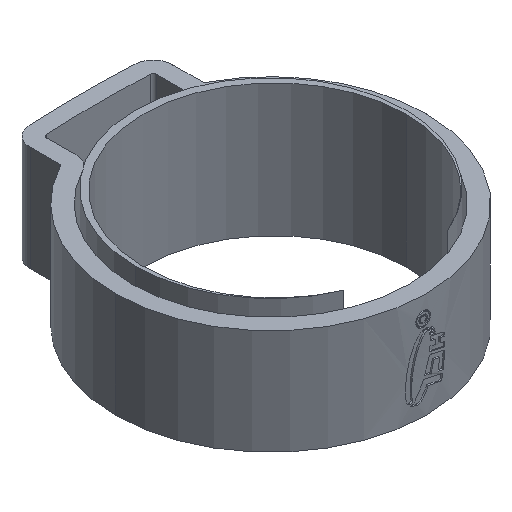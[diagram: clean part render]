
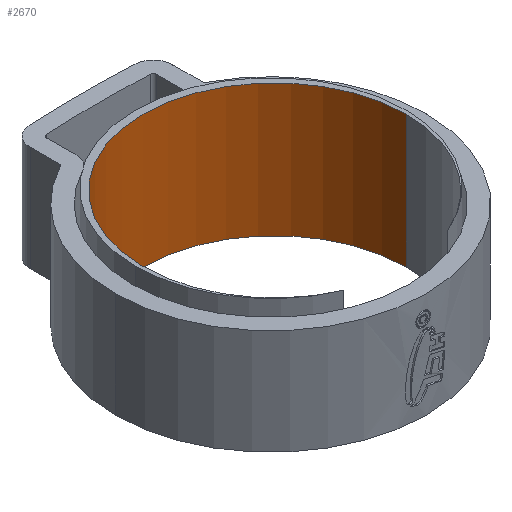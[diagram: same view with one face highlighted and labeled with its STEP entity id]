
A CAD part, isometric view. The second image highlights one B-rep face of the part: STEP entity #2670.
In plain terms, the highlighted cylindrical face has radius 8.76 mm (diameter 17.52 mm), a partial arc.
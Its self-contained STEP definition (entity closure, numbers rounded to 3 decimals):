
#226 = VERTEX_POINT ( 'NONE', #1771 ) ;
#705 = DIRECTION ( 'NONE',  ( 0., 0., -1. ) ) ;
#1344 = ORIENTED_EDGE ( 'NONE', *, *, #1382, .F. ) ;
#1382 = EDGE_CURVE ( 'NONE', #4926, #2535, #2784, .T. ) ;
#1423 = EDGE_CURVE ( 'NONE', #5259, #4926, #1974, .T. ) ;
#1440 = DIRECTION ( 'NONE',  ( -1., 0., 0. ) ) ;
#1495 = DIRECTION ( 'NONE',  ( 0., 0., -1. ) ) ;
#1771 = CARTESIAN_POINT ( 'NONE',  ( -8.76, -0.26, -4.4 ) ) ;
#1783 = CIRCLE ( 'NONE', #1957, 8.76 ) ;
#1864 = FACE_OUTER_BOUND ( 'NONE', #4410, .T. ) ;
#1957 = AXIS2_PLACEMENT_3D ( 'NONE', #2642, #4328, #4664 ) ;
#1974 = CIRCLE ( 'NONE', #5222, 8.76 ) ;
#2023 = CARTESIAN_POINT ( 'NONE',  ( 0., -0.26, 4.4 ) ) ;
#2064 = DIRECTION ( 'NONE',  ( 0., 0., -1. ) ) ;
#2123 = EDGE_CURVE ( 'NONE', #5259, #226, #4168, .T. ) ;
#2315 = VECTOR ( 'NONE', #1495, 1000. ) ;
#2468 = CARTESIAN_POINT ( 'NONE',  ( 8.76, -0.26, -4.4 ) ) ;
#2470 = CARTESIAN_POINT ( 'NONE',  ( -8.76, -0.26, 4.4 ) ) ;
#2535 = VERTEX_POINT ( 'NONE', #2468 ) ;
#2642 = CARTESIAN_POINT ( 'NONE',  ( 0., -0.26, -4.4 ) ) ;
#2670 = ADVANCED_FACE ( 'NONE', ( #1864 ), #4796, .F. ) ;
#2702 = CARTESIAN_POINT ( 'NONE',  ( -8.76, -0.26, 4.4 ) ) ;
#2727 = DIRECTION ( 'NONE',  ( 1., 0., 0. ) ) ;
#2784 = LINE ( 'NONE', #3217, #2315 ) ;
#3001 = VECTOR ( 'NONE', #2064, 1000. ) ;
#3217 = CARTESIAN_POINT ( 'NONE',  ( 8.76, -0.26, 4.4 ) ) ;
#3296 = ORIENTED_EDGE ( 'NONE', *, *, #2123, .T. ) ;
#3320 = EDGE_CURVE ( 'NONE', #226, #2535, #1783, .T. ) ;
#3521 = CARTESIAN_POINT ( 'NONE',  ( 0., -0.26, 4.4 ) ) ;
#3812 = CARTESIAN_POINT ( 'NONE',  ( 8.76, -0.26, 4.4 ) ) ;
#3890 = ORIENTED_EDGE ( 'NONE', *, *, #1423, .F. ) ;
#3943 = AXIS2_PLACEMENT_3D ( 'NONE', #3521, #5319, #1440 ) ;
#3977 = ORIENTED_EDGE ( 'NONE', *, *, #3320, .T. ) ;
#4168 = LINE ( 'NONE', #2470, #3001 ) ;
#4328 = DIRECTION ( 'NONE',  ( 0., 0., -1. ) ) ;
#4410 = EDGE_LOOP ( 'NONE', ( #1344, #3890, #3296, #3977 ) ) ;
#4664 = DIRECTION ( 'NONE',  ( 1., 0., 0. ) ) ;
#4796 = CYLINDRICAL_SURFACE ( 'NONE', #3943, 8.76 ) ;
#4926 = VERTEX_POINT ( 'NONE', #3812 ) ;
#5222 = AXIS2_PLACEMENT_3D ( 'NONE', #2023, #705, #2727 ) ;
#5259 = VERTEX_POINT ( 'NONE', #2702 ) ;
#5319 = DIRECTION ( 'NONE',  ( 0., 0., -1. ) ) ;
